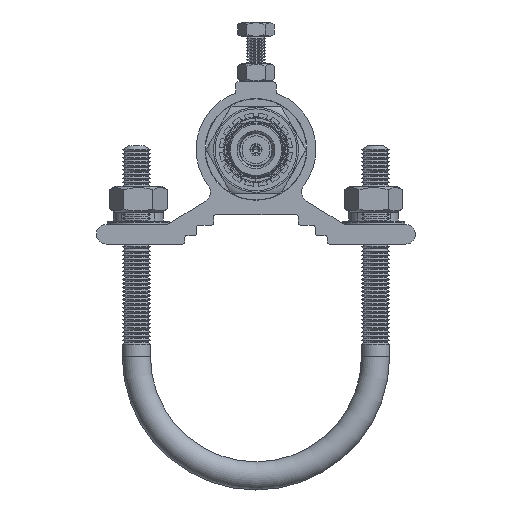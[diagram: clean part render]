
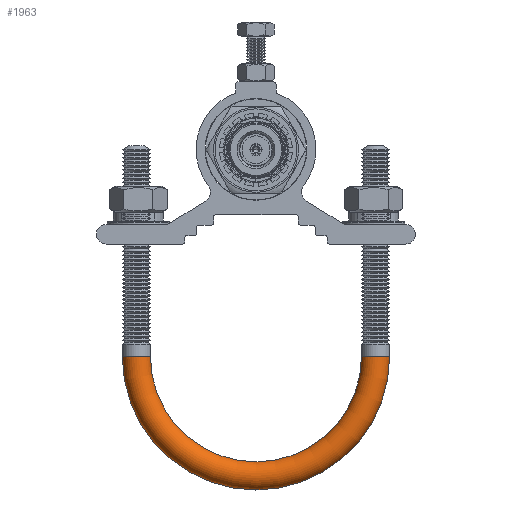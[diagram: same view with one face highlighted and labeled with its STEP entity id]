
A CAD part, front view. The second image highlights one B-rep face of the part: STEP entity #1963.
In plain terms, the highlighted toroidal (fillet/blend) face has major radius 30 mm and minor radius 3.531 mm.
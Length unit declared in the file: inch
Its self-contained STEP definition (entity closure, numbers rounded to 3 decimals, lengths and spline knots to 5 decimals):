
#663 = ORIENTED_EDGE ( 'NONE', *, *, #20041, .F. ) ;
#1033 = AXIS2_PLACEMENT_3D ( 'NONE', #32443, #16646, #10138 ) ;
#1963 = ADVANCED_FACE ( 'NONE', ( #11302 ), #20775, .T. ) ;
#2289 = DIRECTION ( 'NONE',  ( 0., 0., -1. ) ) ;
#2447 = ORIENTED_EDGE ( 'NONE', *, *, #8515, .T. ) ;
#3271 = DIRECTION ( 'NONE',  ( 0., -1., 0. ) ) ;
#3668 = DIRECTION ( 'NONE',  ( 0., -1., 0. ) ) ;
#6211 = DIRECTION ( 'NONE',  ( 0., 0., -1. ) ) ;
#6617 = EDGE_LOOP ( 'NONE', ( #12416, #2447, #20701, #663 ) ) ;
#8515 = EDGE_CURVE ( 'NONE', #8948, #24701, #10383, .T. ) ;
#8948 = VERTEX_POINT ( 'NONE', #26474 ) ;
#9570 = CARTESIAN_POINT ( 'NONE',  ( -1.0421, 0., 0. ) ) ;
#9951 = VERTEX_POINT ( 'NONE', #16998 ) ;
#10138 = DIRECTION ( 'NONE',  ( 1., 0., 0. ) ) ;
#10383 = CIRCLE ( 'NONE', #22886, 1.3201 ) ;
#11302 = FACE_OUTER_BOUND ( 'NONE', #6617, .T. ) ;
#11412 = DIRECTION ( 'NONE',  ( -1., 0., 0. ) ) ;
#11962 = CARTESIAN_POINT ( 'NONE',  ( -1.3201, 0., 0. ) ) ;
#12176 = CIRCLE ( 'NONE', #1033, 0.139 ) ;
#12416 = ORIENTED_EDGE ( 'NONE', *, *, #21615, .F. ) ;
#13222 = CARTESIAN_POINT ( 'NONE',  ( 0., 0., 0. ) ) ;
#14924 = EDGE_CURVE ( 'NONE', #24701, #21164, #12176, .T. ) ;
#16443 = DIRECTION ( 'NONE',  ( 0., 0., -1. ) ) ;
#16646 = DIRECTION ( 'NONE',  ( 0., 0., 1. ) ) ;
#16998 = CARTESIAN_POINT ( 'NONE',  ( 1.0421, 0., 0. ) ) ;
#19519 = CIRCLE ( 'NONE', #21370, 0.139 ) ;
#20041 = EDGE_CURVE ( 'NONE', #9951, #21164, #24272, .T. ) ;
#20701 = ORIENTED_EDGE ( 'NONE', *, *, #14924, .T. ) ;
#20775 = TOROIDAL_SURFACE ( 'NONE', #23295, 1.1811, 0.139 ) ;
#21164 = VERTEX_POINT ( 'NONE', #9570 ) ;
#21370 = AXIS2_PLACEMENT_3D ( 'NONE', #29213, #2289, #11412 ) ;
#21615 = EDGE_CURVE ( 'NONE', #8948, #9951, #19519, .T. ) ;
#22886 = AXIS2_PLACEMENT_3D ( 'NONE', #13222, #3668, #37177 ) ;
#23295 = AXIS2_PLACEMENT_3D ( 'NONE', #23832, #3271, #6211 ) ;
#23832 = CARTESIAN_POINT ( 'NONE',  ( 0., 0., 0. ) ) ;
#24272 = CIRCLE ( 'NONE', #32954, 1.0421 ) ;
#24701 = VERTEX_POINT ( 'NONE', #11962 ) ;
#26474 = CARTESIAN_POINT ( 'NONE',  ( 1.3201, 0., 0. ) ) ;
#29213 = CARTESIAN_POINT ( 'NONE',  ( 1.1811, 0., 0. ) ) ;
#31682 = CARTESIAN_POINT ( 'NONE',  ( 0., 0., 0. ) ) ;
#32443 = CARTESIAN_POINT ( 'NONE',  ( -1.1811, 0., 0. ) ) ;
#32954 = AXIS2_PLACEMENT_3D ( 'NONE', #31682, #34968, #16443 ) ;
#34968 = DIRECTION ( 'NONE',  ( 0., -1., 0. ) ) ;
#37177 = DIRECTION ( 'NONE',  ( 0., 0., -1. ) ) ;
